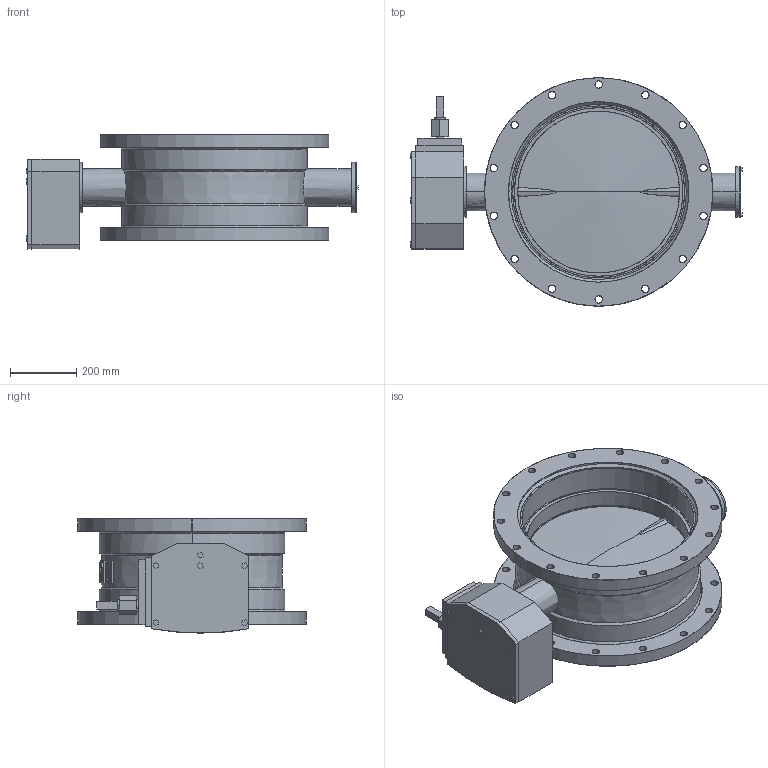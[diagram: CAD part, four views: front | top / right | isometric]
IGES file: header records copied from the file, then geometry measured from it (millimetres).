
Start section: SolidWorks IGES file using analytic representation for surfaces
Global section: file name: 150B-MJ-20.IGS; native system: SolidWorks 2014; preprocessor: SolidWorks 2014; author: PRINCE; date: 170425.232139; units: millimetre
Bounding box: 1000.25 x 688.09 x 344.48 mm (x, y, z)
Surface area: 3586083.1 mm2 (no closed solid volume)
Topology: 0 solids, 0 shells, 415 faces, 9118 edges, 9114 vertices
Faces by surface type: bspline 219, revolution 196
